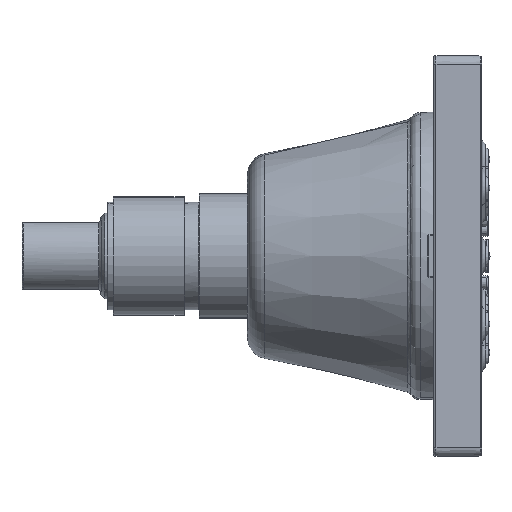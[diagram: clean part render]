
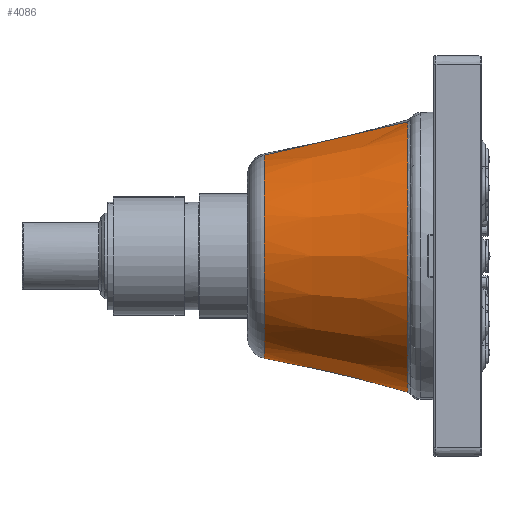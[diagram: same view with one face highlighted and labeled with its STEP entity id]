
A CAD part, front view. The second image highlights one B-rep face of the part: STEP entity #4086.
In plain terms, the highlighted conical face has half-angle 13.265 degrees and reference radius 19.069 mm.
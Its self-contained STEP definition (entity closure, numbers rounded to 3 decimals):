
#88=CONICAL_SURFACE('',#85504,19.069,13.265);
#907=B_SPLINE_CURVE_WITH_KNOTS('',3,(#39005,#39007,#39008,#39006),.UNSPECIFIED.,.F.,.U.,(4,4),(0.,1.),.UNSPECIFIED.);
#909=B_SPLINE_CURVE_WITH_KNOTS('',3,(#39006,#39029,#39030,#39031,#39032,#39033,#39034,#39035,#39036,#39037,#39038,#39039,#39040,#39041,#39042,#39043,#39044,#39028),.UNSPECIFIED.,.F.,.U.,(4,2,2,2,2,2,2,2,4),(0.,0.125,0.25,0.375,0.5,0.625,0.75,0.875,1.),.UNSPECIFIED.);
#1008=B_SPLINE_CURVE_WITH_KNOTS('',3,(#40573,#40574,#40575,#39005),.UNSPECIFIED.,.F.,.U.,(4,4),(0.,1.),.UNSPECIFIED.);
#1009=B_SPLINE_CURVE_WITH_KNOTS('',3,(#40579,#40580,#40581,#40582,#40583,#40584,#40585,#40586,#40587,#40588,#40589,#40590,#40591,#40592,#40593,#40594,#40595,#40596),.UNSPECIFIED.,.F.,.U.,(4,2,2,2,2,2,2,2,4),(0.,0.125,0.25,0.375,0.5,0.625,0.75,0.875,1.),.UNSPECIFIED.);
#2950=(
BOUNDED_CURVE()
B_SPLINE_CURVE(2,(#40576,#40578,#40577),.UNSPECIFIED.,.F.,.F.)
B_SPLINE_CURVE_WITH_KNOTS((3,3),(0.,1.),.UNSPECIFIED.)
CURVE()
GEOMETRIC_REPRESENTATION_ITEM()
RATIONAL_B_SPLINE_CURVE((0.938,0.937,0.935))
REPRESENTATION_ITEM('')
);
#4086=ADVANCED_FACE('extract',(#5400),#88,.T.);
#5400=FACE_OUTER_BOUND('',#21094,.T.);
#8211=ORIENTED_EDGE('',*,*,#14356,.T.);
#8212=ORIENTED_EDGE('',*,*,#14015,.T.);
#8213=ORIENTED_EDGE('',*,*,#14019,.T.);
#8214=ORIENTED_EDGE('',*,*,#14357,.F.);
#8215=ORIENTED_EDGE('',*,*,#14358,.T.);
#8216=ORIENTED_EDGE('',*,*,#14359,.T.);
#14015=EDGE_CURVE('1398',#19052,#19053,#907,.T.);
#14019=EDGE_CURVE('1399',#19053,#19055,#909,.T.);
#14356=EDGE_CURVE('1397',#19314,#19052,#1008,.T.);
#14357=EDGE_CURVE('1400',#19315,#19055,#18160,.T.);
#14358=EDGE_CURVE('1388',#19315,#19316,#2950,.T.);
#14359=EDGE_CURVE('1392',#19316,#19314,#1009,.T.);
#17236=VECTOR('',#86981,27.482);
#18160=LINE('',#40576,#17236);
#19052=VERTEX_POINT('940',#39005);
#19053=VERTEX_POINT('941',#39006);
#19055=VERTEX_POINT('942',#39028);
#19314=VERTEX_POINT('937',#40573);
#19315=VERTEX_POINT('935',#40576);
#19316=VERTEX_POINT('934',#40577);
#21094=EDGE_LOOP('',(#8211,#8212,#8213,#8214,#8215,#8216));
#39005=CARTESIAN_POINT('',(-5.772,4.406,-24.989));
#39006=CARTESIAN_POINT('',(-5.772,4.158,-25.032));
#39007=CARTESIAN_POINT('',(-5.772,4.323,-25.004));
#39008=CARTESIAN_POINT('',(-5.772,4.241,-25.018));
#39028=CARTESIAN_POINT('',(-5.772,-4.406,24.989));
#39029=CARTESIAN_POINT('',(-5.772,0.891,-25.574));
#39030=CARTESIAN_POINT('',(-5.772,-2.481,-25.469));
#39031=CARTESIAN_POINT('',(-5.772,-8.934,-23.98));
#39032=CARTESIAN_POINT('',(-5.772,-12.011,-22.596));
#39033=CARTESIAN_POINT('',(-5.772,-17.407,-18.757));
#39034=CARTESIAN_POINT('',(-5.772,-19.723,-16.304));
#39035=CARTESIAN_POINT('',(-5.772,-23.247,-10.697));
#39036=CARTESIAN_POINT('',(-5.772,-24.452,-7.545));
#39037=CARTESIAN_POINT('',(-5.772,-25.569,-1.018));
#39038=CARTESIAN_POINT('',(-5.772,-25.481,2.355));
#39039=CARTESIAN_POINT('',(-5.772,-24.024,8.814));
#39040=CARTESIAN_POINT('',(-5.772,-22.655,11.898));
#39041=CARTESIAN_POINT('',(-5.772,-18.844,17.313));
#39042=CARTESIAN_POINT('',(-5.772,-16.402,19.642));
#39043=CARTESIAN_POINT('',(-5.772,-10.812,23.193));
#39044=CARTESIAN_POINT('',(-5.772,-7.667,24.414));
#40572=CARTESIAN_POINT('',(-32.521,0.,0.));
#40573=CARTESIAN_POINT('',(-32.521,3.311,-18.779));
#40574=CARTESIAN_POINT('',(-23.605,3.676,-20.849));
#40575=CARTESIAN_POINT('',(-14.689,4.041,-22.919));
#40576=CARTESIAN_POINT('',(-32.521,-3.311,18.779));
#40577=CARTESIAN_POINT('',(-32.521,-3.508,18.743));
#40578=CARTESIAN_POINT('',(-32.521,-3.41,18.761));
#40579=CARTESIAN_POINT('',(-32.521,-3.508,18.743));
#40580=CARTESIAN_POINT('',(-32.521,-5.954,18.285));
#40581=CARTESIAN_POINT('',(-32.521,-8.307,17.343));
#40582=CARTESIAN_POINT('',(-32.521,-12.479,14.631));
#40583=CARTESIAN_POINT('',(-32.521,-14.295,12.863));
#40584=CARTESIAN_POINT('',(-32.521,-17.117,8.765));
#40585=CARTESIAN_POINT('',(-32.521,-18.121,6.437));
#40586=CARTESIAN_POINT('',(-32.521,-19.166,1.572));
#40587=CARTESIAN_POINT('',(-32.521,-19.206,-0.962));
#40588=CARTESIAN_POINT('',(-32.521,-18.316,-5.858));
#40589=CARTESIAN_POINT('',(-32.521,-17.387,-8.216));
#40590=CARTESIAN_POINT('',(-32.521,-14.697,-12.402));
#40591=CARTESIAN_POINT('',(-32.521,-12.938,-14.227));
#40592=CARTESIAN_POINT('',(-32.521,-8.855,-17.07));
#40593=CARTESIAN_POINT('',(-32.521,-6.532,-18.087));
#40594=CARTESIAN_POINT('',(-32.521,-1.673,-19.157));
#40595=CARTESIAN_POINT('',(-32.521,0.861,-19.211));
#40596=CARTESIAN_POINT('',(-32.521,3.311,-18.779));
#85504=AXIS2_PLACEMENT_3D('',#40572,#86544,#86980);
#86544=DIRECTION('',(1.,0.,0.));
#86980=DIRECTION('',(0.,-0.156,0.988));
#86981=DIRECTION('',(0.973,-0.04,0.226));
